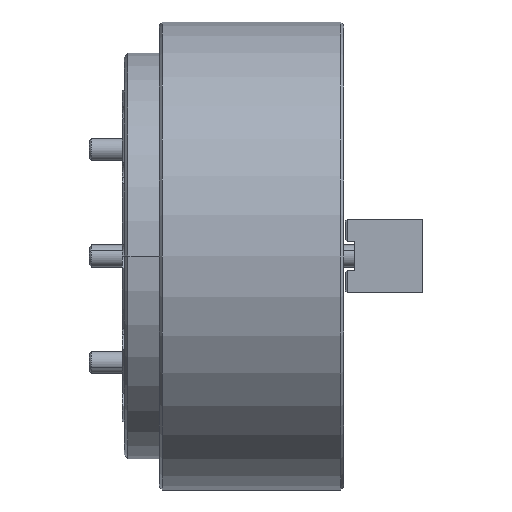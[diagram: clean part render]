
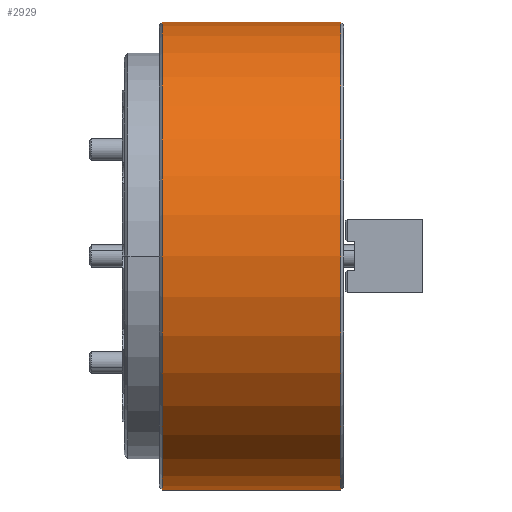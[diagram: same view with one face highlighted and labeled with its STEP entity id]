
A CAD part, front view. The second image highlights one B-rep face of the part: STEP entity #2929.
In plain terms, the highlighted cylindrical face has radius 127 mm (diameter 254 mm), a partial arc.
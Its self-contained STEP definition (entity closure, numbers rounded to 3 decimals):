
#562 = DIRECTION ( 'NONE',  ( 1., 0., 0. ) ) ;
#2929 = ADVANCED_FACE ( 'NONE', ( #8369 ), #20206, .T. ) ;
#3632 = CARTESIAN_POINT ( 'NONE',  ( -1.5, 0., -127. ) ) ;
#3767 = VERTEX_POINT ( 'NONE', #12055 ) ;
#4066 = DIRECTION ( 'NONE',  ( 0., 0., -1. ) ) ;
#4370 = CARTESIAN_POINT ( 'NONE',  ( -98.5, 0., 0. ) ) ;
#5252 = VECTOR ( 'NONE', #20361, 1000. ) ;
#5642 = EDGE_LOOP ( 'NONE', ( #17394, #24177, #16690, #21896 ) ) ;
#6746 = DIRECTION ( 'NONE',  ( 0., 0., -1. ) ) ;
#7530 = EDGE_CURVE ( 'NONE', #27604, #14339, #23416, .T. ) ;
#7702 = DIRECTION ( 'NONE',  ( 1., 0., 0. ) ) ;
#7767 = VECTOR ( 'NONE', #562, 1000. ) ;
#8369 = FACE_OUTER_BOUND ( 'NONE', #5642, .T. ) ;
#8434 = CARTESIAN_POINT ( 'NONE',  ( -98.5, 0., -127. ) ) ;
#8512 = EDGE_CURVE ( 'NONE', #3767, #19392, #26786, .T. ) ;
#9324 = DIRECTION ( 'NONE',  ( 1., 0., 0. ) ) ;
#9716 = CARTESIAN_POINT ( 'NONE',  ( 0., 0., 0. ) ) ;
#11003 = EDGE_CURVE ( 'NONE', #3767, #27604, #15906, .T. ) ;
#11132 = AXIS2_PLACEMENT_3D ( 'NONE', #9716, #7702, #4066 ) ;
#12055 = CARTESIAN_POINT ( 'NONE',  ( -98.5, 0., 127. ) ) ;
#13989 = EDGE_CURVE ( 'NONE', #19392, #14339, #24293, .T. ) ;
#14339 = VERTEX_POINT ( 'NONE', #3632 ) ;
#15906 = CIRCLE ( 'NONE', #16705, 127. ) ;
#16690 = ORIENTED_EDGE ( 'NONE', *, *, #7530, .T. ) ;
#16705 = AXIS2_PLACEMENT_3D ( 'NONE', #4370, #20894, #6746 ) ;
#17394 = ORIENTED_EDGE ( 'NONE', *, *, #8512, .F. ) ;
#17987 = CARTESIAN_POINT ( 'NONE',  ( 0., 0., -127. ) ) ;
#19392 = VERTEX_POINT ( 'NONE', #27612 ) ;
#20206 = CYLINDRICAL_SURFACE ( 'NONE', #11132, 127. ) ;
#20361 = DIRECTION ( 'NONE',  ( 1., 0., 0. ) ) ;
#20894 = DIRECTION ( 'NONE',  ( 1., 0., 0. ) ) ;
#21896 = ORIENTED_EDGE ( 'NONE', *, *, #13989, .F. ) ;
#23416 = LINE ( 'NONE', #17987, #5252 ) ;
#23588 = CARTESIAN_POINT ( 'NONE',  ( -1.5, 0., 0. ) ) ;
#24177 = ORIENTED_EDGE ( 'NONE', *, *, #11003, .T. ) ;
#24293 = CIRCLE ( 'NONE', #25009, 127. ) ;
#25009 = AXIS2_PLACEMENT_3D ( 'NONE', #23588, #9324, #26023 ) ;
#26023 = DIRECTION ( 'NONE',  ( 0., 0., -1. ) ) ;
#26786 = LINE ( 'NONE', #28994, #7767 ) ;
#27604 = VERTEX_POINT ( 'NONE', #8434 ) ;
#27612 = CARTESIAN_POINT ( 'NONE',  ( -1.5, 0., 127. ) ) ;
#28994 = CARTESIAN_POINT ( 'NONE',  ( 0., 0., 127. ) ) ;
